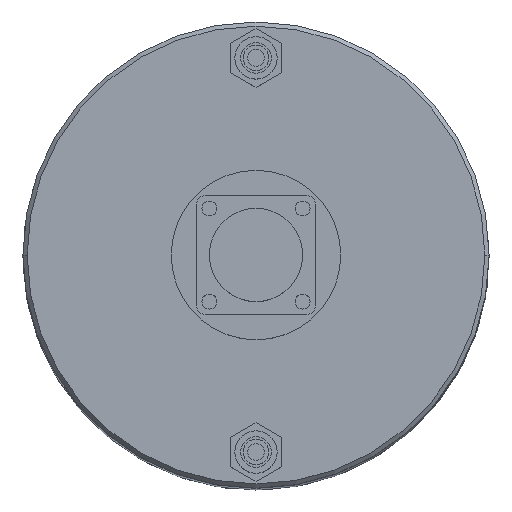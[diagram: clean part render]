
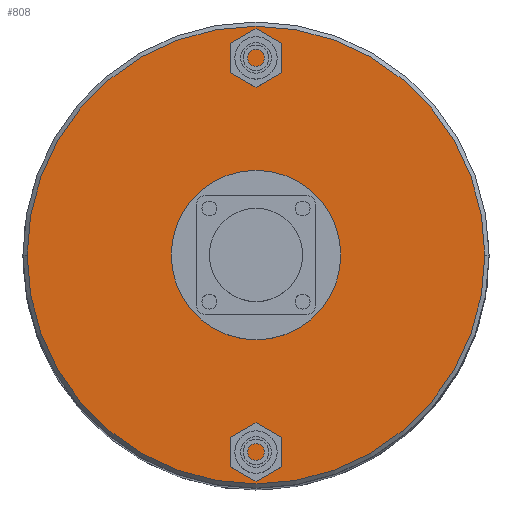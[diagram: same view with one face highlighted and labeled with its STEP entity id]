
A CAD part, top view. The second image highlights one B-rep face of the part: STEP entity #808.
In plain terms, the highlighted face is planar.
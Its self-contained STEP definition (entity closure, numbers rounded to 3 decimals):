
#520 = EDGE_CURVE ( 'NONE', #3299, #2386, #2960, .T. ) ;
#773 = CARTESIAN_POINT ( 'NONE',  ( 2., 0., 0. ) ) ;
#808 = ADVANCED_FACE ( 'NONE', ( #1716, #4683 ), #3551, .F. ) ;
#1044 = VERTEX_POINT ( 'NONE', #4074 ) ;
#1119 = DIRECTION ( 'NONE',  ( 0., 0., 1. ) ) ;
#1148 = CIRCLE ( 'NONE', #2806, 54. ) ;
#1152 = DIRECTION ( 'NONE',  ( 0., 0., -1. ) ) ;
#1156 = DIRECTION ( 'NONE',  ( 0., 0., 1. ) ) ;
#1169 = AXIS2_PLACEMENT_3D ( 'NONE', #3125, #4372, #1152 ) ;
#1190 = ORIENTED_EDGE ( 'NONE', *, *, #2298, .F. ) ;
#1237 = DIRECTION ( 'NONE',  ( -1., 0., 0. ) ) ;
#1300 = AXIS2_PLACEMENT_3D ( 'NONE', #2314, #3928, #5135 ) ;
#1428 = VERTEX_POINT ( 'NONE', #4766 ) ;
#1546 = CARTESIAN_POINT ( 'NONE',  ( 2., 0., 0. ) ) ;
#1713 = CARTESIAN_POINT ( 'NONE',  ( 2., 0., -54. ) ) ;
#1716 = FACE_BOUND ( 'NONE', #1776, .T. ) ;
#1776 = EDGE_LOOP ( 'NONE', ( #3916, #1190 ) ) ;
#1903 = DIRECTION ( 'NONE',  ( -1., 0., 0. ) ) ;
#1986 = EDGE_CURVE ( 'NONE', #1044, #1428, #2962, .T. ) ;
#2101 = CARTESIAN_POINT ( 'NONE',  ( 2., 0., 54. ) ) ;
#2298 = EDGE_CURVE ( 'NONE', #1428, #1044, #4805, .T. ) ;
#2314 = CARTESIAN_POINT ( 'NONE',  ( 2., 0., 0. ) ) ;
#2386 = VERTEX_POINT ( 'NONE', #2101 ) ;
#2561 = EDGE_CURVE ( 'NONE', #2386, #3299, #1148, .T. ) ;
#2806 = AXIS2_PLACEMENT_3D ( 'NONE', #3640, #1237, #2866 ) ;
#2830 = AXIS2_PLACEMENT_3D ( 'NONE', #773, #3559, #1156 ) ;
#2866 = DIRECTION ( 'NONE',  ( 0., 0., 1. ) ) ;
#2960 = CIRCLE ( 'NONE', #1300, 54. ) ;
#2962 = CIRCLE ( 'NONE', #2830, 20. ) ;
#3125 = CARTESIAN_POINT ( 'NONE',  ( 2., 54., 0. ) ) ;
#3299 = VERTEX_POINT ( 'NONE', #1713 ) ;
#3551 = PLANE ( 'NONE',  #1169 ) ;
#3559 = DIRECTION ( 'NONE',  ( -1., 0., 0. ) ) ;
#3640 = CARTESIAN_POINT ( 'NONE',  ( 2., 0., 0. ) ) ;
#3699 = ORIENTED_EDGE ( 'NONE', *, *, #520, .T. ) ;
#3819 = EDGE_LOOP ( 'NONE', ( #3699, #3925 ) ) ;
#3916 = ORIENTED_EDGE ( 'NONE', *, *, #1986, .F. ) ;
#3925 = ORIENTED_EDGE ( 'NONE', *, *, #2561, .T. ) ;
#3928 = DIRECTION ( 'NONE',  ( -1., 0., 0. ) ) ;
#4074 = CARTESIAN_POINT ( 'NONE',  ( 2., 0., 20. ) ) ;
#4250 = AXIS2_PLACEMENT_3D ( 'NONE', #1546, #1903, #1119 ) ;
#4372 = DIRECTION ( 'NONE',  ( 1., 0., 0. ) ) ;
#4683 = FACE_OUTER_BOUND ( 'NONE', #3819, .T. ) ;
#4766 = CARTESIAN_POINT ( 'NONE',  ( 2., 0., -20. ) ) ;
#4805 = CIRCLE ( 'NONE', #4250, 20. ) ;
#5135 = DIRECTION ( 'NONE',  ( 0., 0., 1. ) ) ;
